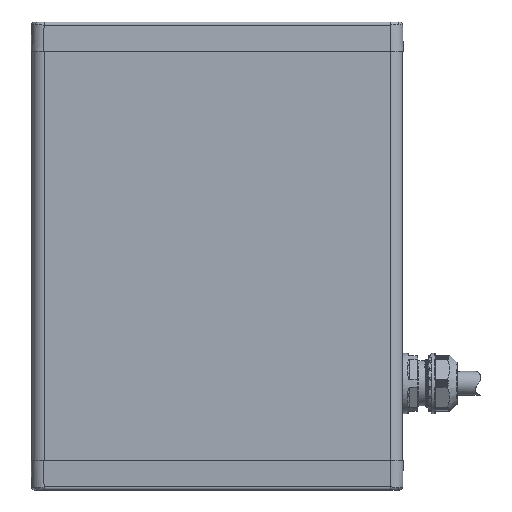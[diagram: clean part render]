
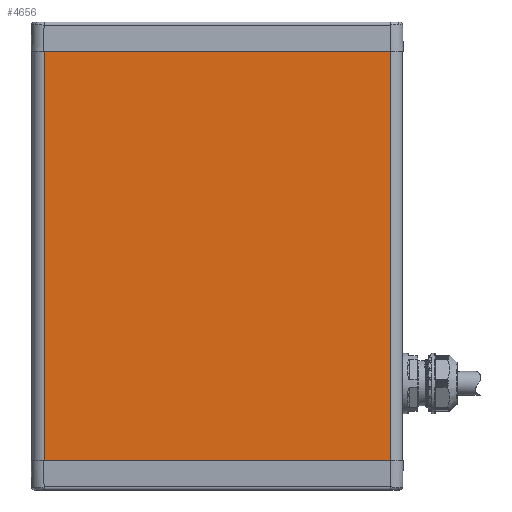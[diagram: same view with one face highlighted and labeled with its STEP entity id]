
A CAD part, front view. The second image highlights one B-rep face of the part: STEP entity #4656.
In plain terms, the highlighted planar face has unit normal (0, -1, 0).
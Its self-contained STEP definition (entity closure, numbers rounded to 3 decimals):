
#4656 = ADVANCED_FACE ( 'NONE', ( #9476 ), #40295, .F. ) ;
#5502 = CARTESIAN_POINT ( 'NONE',  ( -112., 0., 132.5 ) ) ;
#6780 = CARTESIAN_POINT ( 'NONE',  ( 112., 0., 132.5 ) ) ;
#8468 = DIRECTION ( 'NONE',  ( 1., 0., 0. ) ) ;
#9476 = FACE_OUTER_BOUND ( 'NONE', #14609, .T. ) ;
#14609 = EDGE_LOOP ( 'NONE', ( #70171, #22840, #30522, #86119 ) ) ;
#16013 = AXIS2_PLACEMENT_3D ( 'NONE', #65020, #48348, #49877 ) ;
#18338 = DIRECTION ( 'NONE',  ( 1., 0., 0. ) ) ;
#20051 = VERTEX_POINT ( 'NONE', #30393 ) ;
#22840 = ORIENTED_EDGE ( 'NONE', *, *, #39264, .T. ) ;
#23687 = VECTOR ( 'NONE', #18338, 1000. ) ;
#26426 = LINE ( 'NONE', #88948, #23687 ) ;
#30024 = EDGE_CURVE ( 'NONE', #52166, #68459, #61955, .T. ) ;
#30393 = CARTESIAN_POINT ( 'NONE',  ( 112., 0., -132.5 ) ) ;
#30522 = ORIENTED_EDGE ( 'NONE', *, *, #44401, .F. ) ;
#39264 = EDGE_CURVE ( 'NONE', #20051, #95740, #84980, .T. ) ;
#40295 = PLANE ( 'NONE',  #16013 ) ;
#44393 = CARTESIAN_POINT ( 'NONE',  ( -112., 0., -132.5 ) ) ;
#44401 = EDGE_CURVE ( 'NONE', #52166, #95740, #69077, .T. ) ;
#48348 = DIRECTION ( 'NONE',  ( 0., 1., 0. ) ) ;
#49877 = DIRECTION ( 'NONE',  ( -1., 0., 0. ) ) ;
#52166 = VERTEX_POINT ( 'NONE', #5502 ) ;
#53245 = DIRECTION ( 'NONE',  ( 0., 0., 1. ) ) ;
#54377 = DIRECTION ( 'NONE',  ( 0., 0., -1. ) ) ;
#61955 = LINE ( 'NONE', #93171, #91668 ) ;
#65020 = CARTESIAN_POINT ( 'NONE',  ( -120., 0., 132.5 ) ) ;
#68073 = VECTOR ( 'NONE', #53245, 1000. ) ;
#68459 = VERTEX_POINT ( 'NONE', #44393 ) ;
#69077 = LINE ( 'NONE', #92727, #78262 ) ;
#70171 = ORIENTED_EDGE ( 'NONE', *, *, #86162, .T. ) ;
#77112 = CARTESIAN_POINT ( 'NONE',  ( 112., 0., 132.5 ) ) ;
#78262 = VECTOR ( 'NONE', #8468, 1000. ) ;
#84980 = LINE ( 'NONE', #6780, #68073 ) ;
#86119 = ORIENTED_EDGE ( 'NONE', *, *, #30024, .T. ) ;
#86162 = EDGE_CURVE ( 'NONE', #68459, #20051, #26426, .T. ) ;
#88948 = CARTESIAN_POINT ( 'NONE',  ( -120., 0., -132.5 ) ) ;
#91668 = VECTOR ( 'NONE', #54377, 1000. ) ;
#92727 = CARTESIAN_POINT ( 'NONE',  ( 0.2, 0., 132.5 ) ) ;
#93171 = CARTESIAN_POINT ( 'NONE',  ( -112., 0., 132.5 ) ) ;
#95740 = VERTEX_POINT ( 'NONE', #77112 ) ;
